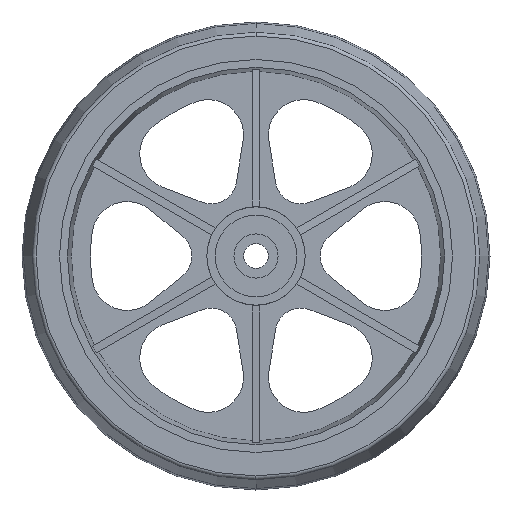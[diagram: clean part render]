
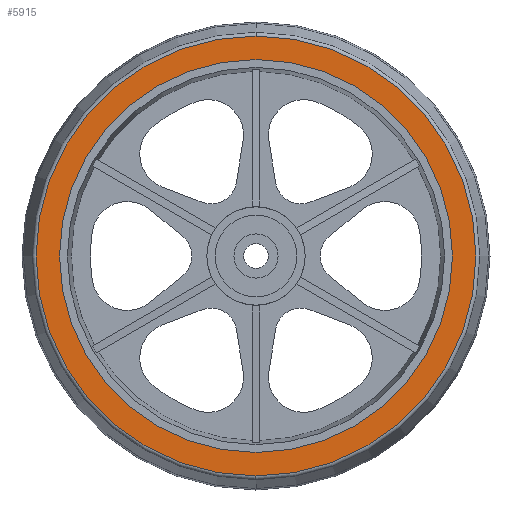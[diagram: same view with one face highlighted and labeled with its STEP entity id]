
A CAD part, front view. The second image highlights one B-rep face of the part: STEP entity #5915.
In plain terms, the highlighted planar face has unit normal (0, -1, 0).
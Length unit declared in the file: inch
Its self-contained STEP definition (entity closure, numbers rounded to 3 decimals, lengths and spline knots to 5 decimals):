
#5803=CARTESIAN_POINT('',(0.0,0.3875,-2.49997));
#5804=VERTEX_POINT('',#5803);
#5820=CARTESIAN_POINT('',(0.,0.3875,2.49997));
#5821=VERTEX_POINT('',#5820);
#5828=CARTESIAN_POINT('',(0.0,0.3875,0.0));
#5829=DIRECTION('',(0.0,-1.0,0.0));
#5830=DIRECTION('',(0.0,0.0,-1.0));
#5831=AXIS2_PLACEMENT_3D('',#5828,#5829,#5830);
#5832=CIRCLE('',#5831,2.49997);
#5833=EDGE_CURVE('',#5821,#5804,#5832,.T.);
#5843=CARTESIAN_POINT('',(0.0,0.3875,-2.79905));
#5844=VERTEX_POINT('',#5843);
#5853=CARTESIAN_POINT('',(0.,0.3875,2.79905));
#5854=VERTEX_POINT('',#5853);
#5862=CARTESIAN_POINT('',(0.0,0.3875,0.0));
#5863=DIRECTION('',(0.0,-1.0,0.0));
#5864=DIRECTION('',(0.0,0.0,-1.0));
#5865=AXIS2_PLACEMENT_3D('',#5862,#5863,#5864);
#5866=CIRCLE('',#5865,2.79905);
#5867=EDGE_CURVE('',#5844,#5854,#5866,.T.);
#5878=CARTESIAN_POINT('',(0.0,0.3875,0.0));
#5879=DIRECTION('',(0.0,-1.0,0.0));
#5880=DIRECTION('',(0.0,0.0,-1.0));
#5881=AXIS2_PLACEMENT_3D('',#5878,#5879,#5880);
#5882=CIRCLE('',#5881,2.79905);
#5883=EDGE_CURVE('',#5854,#5844,#5882,.T.);
#5896=CARTESIAN_POINT('',(0.0,0.3875,-2.64951));
#5897=DIRECTION('',(0.0,-1.0,0.0));
#5898=DIRECTION('',(0.0,0.0,-1.0));
#5899=AXIS2_PLACEMENT_3D('',#5896,#5897,#5898);
#5900=PLANE('',#5899);
#5901=ORIENTED_EDGE('',*,*,#5867,.T.);
#5902=ORIENTED_EDGE('',*,*,#5883,.T.);
#5903=EDGE_LOOP('',(#5901,#5902));
#5904=FACE_OUTER_BOUND('',#5903,.T.);
#5905=CARTESIAN_POINT('',(0.0,0.3875,0.0));
#5906=DIRECTION('',(0.0,-1.0,0.0));
#5907=DIRECTION('',(0.0,0.0,-1.0));
#5908=AXIS2_PLACEMENT_3D('',#5905,#5906,#5907);
#5909=CIRCLE('',#5908,2.49997);
#5910=EDGE_CURVE('',#5804,#5821,#5909,.T.);
#5911=ORIENTED_EDGE('',*,*,#5910,.F.);
#5912=ORIENTED_EDGE('',*,*,#5833,.F.);
#5913=EDGE_LOOP('',(#5911,#5912));
#5914=FACE_BOUND('',#5913,.T.);
#5915=ADVANCED_FACE('',(#5904,#5914),#5900,.T.);
